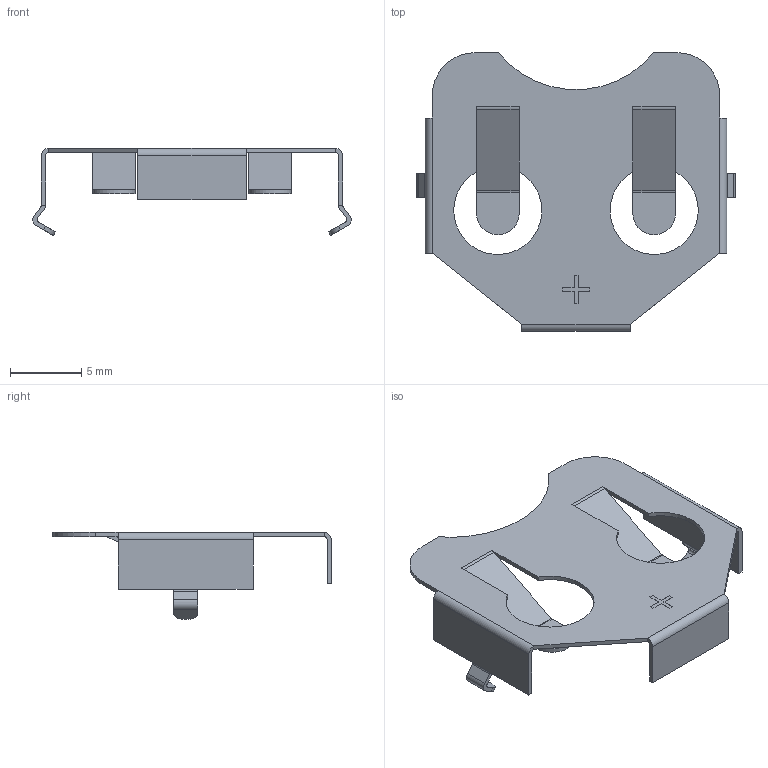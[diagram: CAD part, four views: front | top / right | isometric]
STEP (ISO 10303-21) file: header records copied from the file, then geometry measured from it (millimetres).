
FILE_DESCRIPTION(/* description */ ('Unknown'),/* implementation_level */ '2;1');
FILE_NAME(/* name */ 'A_Wurth_WA-BCMC_79523211',/* time_stamp */ '2026-01-07T14:51:01+08:00',/* author */ ('Unknown'),/* organization */ ('Unknown'),/* preprocessor_version */ 'ST-DEVELOPER v19.4',/* originating_system */ 'Solid Edge',/* authorisation */ 'Unknown');
FILE_SCHEMA (('AUTOMOTIVE_DESIGN {1 0 10303 214 3 1 1}'));
Length unit declared in the file: millimetre
Products named in the file (2): A_Wurth_WA-BCMC_79523211
Assembly tree (1 placements, depth 2):
  A_Wurth_WA-BCMC_79523211
    A_Wurth_WA-BCMC_79523211
Bounding box: 22.4 x 19.6 x 6.12 mm (x, y, z)
Volume: 124.2 mm3; surface area: 887.8 mm2
Topology: 1 solids, 1 shells, 105 faces, 278 edges, 176 vertices
Faces by surface type: plane 72, cylinder 33
Entity records: 3247 total; most frequent: CARTESIAN_POINT 585, ORIENTED_EDGE 556, DIRECTION 534, EDGE_CURVE 278, LINE 188, VECTOR 188, VERTEX_POINT 176, AXIS2_PLACEMENT_3D 173
